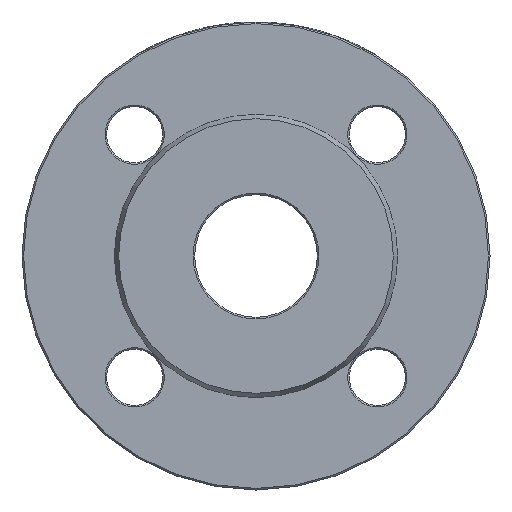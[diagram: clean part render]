
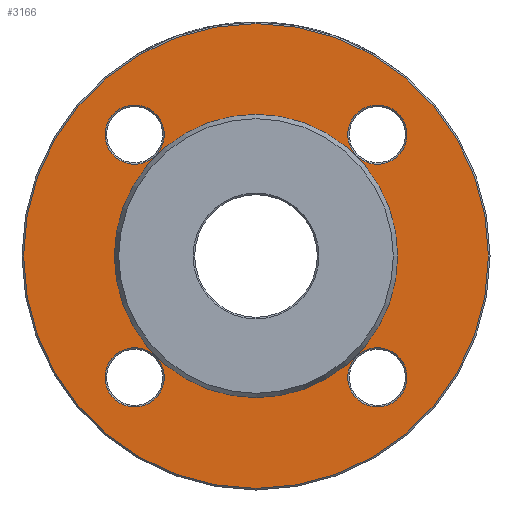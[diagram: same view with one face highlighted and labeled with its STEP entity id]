
A CAD part, left-side view. The second image highlights one B-rep face of the part: STEP entity #3166.
In plain terms, the highlighted planar face has unit normal (-1, 0, 0).
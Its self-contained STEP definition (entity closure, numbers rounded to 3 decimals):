
#16 = FACE_BOUND ( 'NONE', #3315, .T. ) ;
#55 = FACE_OUTER_BOUND ( 'NONE', #3721, .T. ) ;
#114 = VERTEX_POINT ( 'NONE', #2756 ) ;
#122 = FACE_BOUND ( 'NONE', #2808, .T. ) ;
#142 = VERTEX_POINT ( 'NONE', #2124 ) ;
#171 = VERTEX_POINT ( 'NONE', #3273 ) ;
#404 = AXIS2_PLACEMENT_3D ( 'NONE', #791, #1231, #1265 ) ;
#502 = CIRCLE ( 'NONE', #1252, 74.5 ) ;
#516 = FACE_BOUND ( 'NONE', #4046, .T. ) ;
#579 = DIRECTION ( 'NONE',  ( -1., 0., 0. ) ) ;
#584 = DIRECTION ( 'NONE',  ( 1., 0., 0. ) ) ;
#791 = CARTESIAN_POINT ( 'NONE',  ( 3., 38.891, 38.891 ) ) ;
#849 = DIRECTION ( 'NONE',  ( 0., -1., 0. ) ) ;
#963 = DIRECTION ( 'NONE',  ( 1., 0., 0. ) ) ;
#1180 = CARTESIAN_POINT ( 'NONE',  ( 3., 48.391, 38.891 ) ) ;
#1231 = DIRECTION ( 'NONE',  ( 1., 0., 0. ) ) ;
#1252 = AXIS2_PLACEMENT_3D ( 'NONE', #6053, #6517, #3948 ) ;
#1263 = ORIENTED_EDGE ( 'NONE', *, *, #1848, .T. ) ;
#1265 = DIRECTION ( 'NONE',  ( 0., 1., 0. ) ) ;
#1352 = EDGE_CURVE ( 'NONE', #5276, #5276, #3250, .T. ) ;
#1412 = DIRECTION ( 'NONE',  ( 1., 0., 0. ) ) ;
#1598 = FACE_BOUND ( 'NONE', #3124, .T. ) ;
#1638 = AXIS2_PLACEMENT_3D ( 'NONE', #5213, #579, #5242 ) ;
#1781 = AXIS2_PLACEMENT_3D ( 'NONE', #2159, #584, #5654 ) ;
#1848 = EDGE_CURVE ( 'NONE', #171, #171, #4975, .T. ) ;
#2097 = PLANE ( 'NONE',  #1781 ) ;
#2124 = CARTESIAN_POINT ( 'NONE',  ( 3., 0., -74.5 ) ) ;
#2159 = CARTESIAN_POINT ( 'NONE',  ( 3., 45.399, 0. ) ) ;
#2258 = ORIENTED_EDGE ( 'NONE', *, *, #6334, .T. ) ;
#2693 = VERTEX_POINT ( 'NONE', #4291 ) ;
#2756 = CARTESIAN_POINT ( 'NONE',  ( 3., -38.891, 48.391 ) ) ;
#2808 = EDGE_LOOP ( 'NONE', ( #3326 ) ) ;
#3099 = CIRCLE ( 'NONE', #404, 9.5 ) ;
#3124 = EDGE_LOOP ( 'NONE', ( #2258 ) ) ;
#3166 = ADVANCED_FACE ( 'NONE', ( #16, #1598, #5692, #516, #55, #122 ), #2097, .F. ) ;
#3250 = CIRCLE ( 'NONE', #1638, 45.399 ) ;
#3273 = CARTESIAN_POINT ( 'NONE',  ( 3., -48.391, -38.891 ) ) ;
#3315 = EDGE_LOOP ( 'NONE', ( #1263 ) ) ;
#3326 = ORIENTED_EDGE ( 'NONE', *, *, #1352, .F. ) ;
#3482 = DIRECTION ( 'NONE',  ( 1., 0., 0. ) ) ;
#3579 = ORIENTED_EDGE ( 'NONE', *, *, #5533, .T. ) ;
#3684 = EDGE_CURVE ( 'NONE', #2693, #2693, #5457, .T. ) ;
#3721 = EDGE_LOOP ( 'NONE', ( #5888 ) ) ;
#3948 = DIRECTION ( 'NONE',  ( 0., 0., -1. ) ) ;
#4004 = AXIS2_PLACEMENT_3D ( 'NONE', #4934, #3482, #849 ) ;
#4046 = EDGE_LOOP ( 'NONE', ( #5055 ) ) ;
#4194 = CARTESIAN_POINT ( 'NONE',  ( 3., 0., 45.399 ) ) ;
#4291 = CARTESIAN_POINT ( 'NONE',  ( 3., 38.891, -48.391 ) ) ;
#4397 = AXIS2_PLACEMENT_3D ( 'NONE', #6096, #963, #5624 ) ;
#4553 = DIRECTION ( 'NONE',  ( 0., 0., -1. ) ) ;
#4559 = EDGE_CURVE ( 'NONE', #142, #142, #502, .T. ) ;
#4763 = VERTEX_POINT ( 'NONE', #1180 ) ;
#4934 = CARTESIAN_POINT ( 'NONE',  ( 3., -38.891, -38.891 ) ) ;
#4975 = CIRCLE ( 'NONE', #4004, 9.5 ) ;
#5055 = ORIENTED_EDGE ( 'NONE', *, *, #3684, .T. ) ;
#5213 = CARTESIAN_POINT ( 'NONE',  ( 3., 0., 0. ) ) ;
#5242 = DIRECTION ( 'NONE',  ( 0., 0., 1. ) ) ;
#5276 = VERTEX_POINT ( 'NONE', #4194 ) ;
#5294 = EDGE_LOOP ( 'NONE', ( #3579 ) ) ;
#5457 = CIRCLE ( 'NONE', #5892, 9.5 ) ;
#5533 = EDGE_CURVE ( 'NONE', #4763, #4763, #3099, .T. ) ;
#5624 = DIRECTION ( 'NONE',  ( 0., 0., 1. ) ) ;
#5654 = DIRECTION ( 'NONE',  ( 0., 0., -1. ) ) ;
#5692 = FACE_BOUND ( 'NONE', #5294, .T. ) ;
#5888 = ORIENTED_EDGE ( 'NONE', *, *, #4559, .T. ) ;
#5892 = AXIS2_PLACEMENT_3D ( 'NONE', #6505, #1412, #4553 ) ;
#6053 = CARTESIAN_POINT ( 'NONE',  ( 3., 0., 0. ) ) ;
#6096 = CARTESIAN_POINT ( 'NONE',  ( 3., -38.891, 38.891 ) ) ;
#6230 = CIRCLE ( 'NONE', #4397, 9.5 ) ;
#6334 = EDGE_CURVE ( 'NONE', #114, #114, #6230, .T. ) ;
#6505 = CARTESIAN_POINT ( 'NONE',  ( 3., 38.891, -38.891 ) ) ;
#6517 = DIRECTION ( 'NONE',  ( -1., 0., 0. ) ) ;
